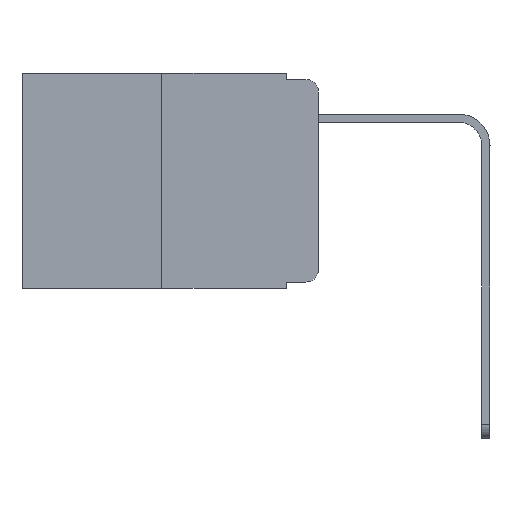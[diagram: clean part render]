
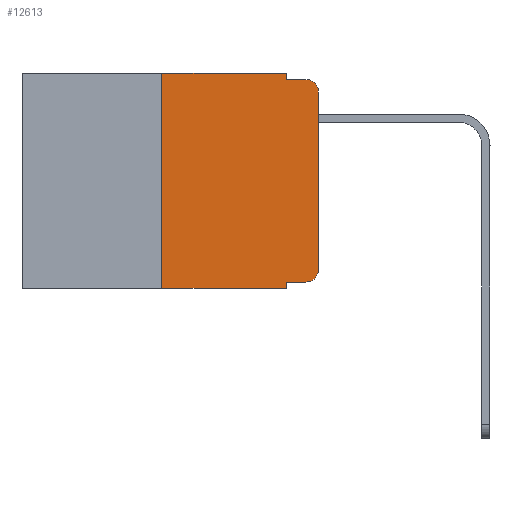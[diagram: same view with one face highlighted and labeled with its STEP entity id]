
A CAD part, left-side view. The second image highlights one B-rep face of the part: STEP entity #12613.
In plain terms, the highlighted planar face has unit normal (-1, 0, 0).
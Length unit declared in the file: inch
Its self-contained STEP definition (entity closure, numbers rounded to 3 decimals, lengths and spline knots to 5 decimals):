
#208 = DIRECTION ( 'NONE',  ( 0., 0., 1. ) ) ;
#210 = VECTOR ( 'NONE', #208, 39.37008 ) ;
#383 = VECTOR ( 'NONE', #6806, 39.37008 ) ;
#489 = CARTESIAN_POINT ( 'NONE',  ( 0., 0.25, -0.343 ) ) ;
#827 = CARTESIAN_POINT ( 'NONE',  ( 0., 0., 0. ) ) ;
#947 = LINE ( 'NONE', #15829, #383 ) ;
#1537 = DIRECTION ( 'NONE',  ( 0., 0., -1. ) ) ;
#1751 = VERTEX_POINT ( 'NONE', #11737 ) ;
#3052 = ORIENTED_EDGE ( 'NONE', *, *, #6390, .T. ) ;
#3116 = ORIENTED_EDGE ( 'NONE', *, *, #12882, .F. ) ;
#3460 = EDGE_CURVE ( 'NONE', #11963, #18191, #11957, .T. ) ;
#3522 = CARTESIAN_POINT ( 'NONE',  ( 0., 0.25, 0. ) ) ;
#3961 = CARTESIAN_POINT ( 'NONE',  ( 0., 0.25, 0. ) ) ;
#4256 = EDGE_CURVE ( 'NONE', #20935, #20312, #22460, .T. ) ;
#4415 = CARTESIAN_POINT ( 'NONE',  ( 0., 0.051, 0. ) ) ;
#4687 = AXIS2_PLACEMENT_3D ( 'NONE', #8308, #13716, #8220 ) ;
#5100 = VERTEX_POINT ( 'NONE', #11341 ) ;
#5178 = CARTESIAN_POINT ( 'NONE',  ( 0., 0.051, -0.01 ) ) ;
#5358 = EDGE_LOOP ( 'NONE', ( #3052, #5412, #3116, #6781, #5921, #17467, #10845, #21960, #10219, #10106 ) ) ;
#5412 = ORIENTED_EDGE ( 'NONE', *, *, #8423, .T. ) ;
#5766 = CARTESIAN_POINT ( 'NONE',  ( 0., 0.473, 0. ) ) ;
#5807 = VERTEX_POINT ( 'NONE', #6196 ) ;
#5921 = ORIENTED_EDGE ( 'NONE', *, *, #11136, .F. ) ;
#6101 = VERTEX_POINT ( 'NONE', #12715 ) ;
#6110 = AXIS2_PLACEMENT_3D ( 'NONE', #14219, #12462, #1537 ) ;
#6168 = DIRECTION ( 'NONE',  ( -1., 0., 0. ) ) ;
#6196 = CARTESIAN_POINT ( 'NONE',  ( 0., 0., -0.313 ) ) ;
#6345 = CIRCLE ( 'NONE', #12274, 0.02 ) ;
#6390 = EDGE_CURVE ( 'NONE', #5807, #1751, #21188, .T. ) ;
#6658 = EDGE_CURVE ( 'NONE', #8536, #7879, #18848, .T. ) ;
#6781 = ORIENTED_EDGE ( 'NONE', *, *, #3460, .F. ) ;
#6806 = DIRECTION ( 'NONE',  ( 0., -1., 0. ) ) ;
#7879 = VERTEX_POINT ( 'NONE', #19180 ) ;
#8220 = DIRECTION ( 'NONE',  ( 0., 0., -1. ) ) ;
#8308 = CARTESIAN_POINT ( 'NONE',  ( 0., 0.473, 0. ) ) ;
#8423 = EDGE_CURVE ( 'NONE', #1751, #5100, #19838, .T. ) ;
#8486 = DIRECTION ( 'NONE',  ( 0., -1., 0. ) ) ;
#8509 = CARTESIAN_POINT ( 'NONE',  ( 0., 0.051, -0.01 ) ) ;
#8536 = VERTEX_POINT ( 'NONE', #21724 ) ;
#9420 = DIRECTION ( 'NONE',  ( 0., 0., -1. ) ) ;
#9503 = VECTOR ( 'NONE', #20764, 39.37008 ) ;
#9542 = DIRECTION ( 'NONE',  ( 0., 0., -1. ) ) ;
#10106 = ORIENTED_EDGE ( 'NONE', *, *, #20319, .T. ) ;
#10219 = ORIENTED_EDGE ( 'NONE', *, *, #13404, .T. ) ;
#10241 = VECTOR ( 'NONE', #10692, 39.37008 ) ;
#10475 = CARTESIAN_POINT ( 'NONE',  ( 0., 0.473, -0.343 ) ) ;
#10692 = DIRECTION ( 'NONE',  ( 0., -1., 0. ) ) ;
#10845 = ORIENTED_EDGE ( 'NONE', *, *, #11404, .T. ) ;
#10855 = CARTESIAN_POINT ( 'NONE',  ( 0., 0.051, 0. ) ) ;
#11095 = CARTESIAN_POINT ( 'NONE',  ( 0., 0.051, 0. ) ) ;
#11136 = EDGE_CURVE ( 'NONE', #20312, #11963, #15676, .T. ) ;
#11341 = CARTESIAN_POINT ( 'NONE',  ( 0., 0.02, -0.01 ) ) ;
#11400 = VECTOR ( 'NONE', #17422, 39.37008 ) ;
#11404 = EDGE_CURVE ( 'NONE', #20935, #7879, #19387, .T. ) ;
#11527 = CARTESIAN_POINT ( 'NONE',  ( 0., 0.02, -0.313 ) ) ;
#11737 = CARTESIAN_POINT ( 'NONE',  ( 0., 0., -0.03 ) ) ;
#11957 = LINE ( 'NONE', #11095, #17096 ) ;
#11963 = VERTEX_POINT ( 'NONE', #4415 ) ;
#12274 = AXIS2_PLACEMENT_3D ( 'NONE', #11527, #6168, #9542 ) ;
#12462 = DIRECTION ( 'NONE',  ( -1., 0., 0. ) ) ;
#12613 = ADVANCED_FACE ( 'NONE', ( #23643 ), #22661, .F. ) ;
#12715 = CARTESIAN_POINT ( 'NONE',  ( 0., 0.02, -0.333 ) ) ;
#12882 = EDGE_CURVE ( 'NONE', #18191, #5100, #17901, .T. ) ;
#12904 = DIRECTION ( 'NONE',  ( 0., 0., -1. ) ) ;
#13404 = EDGE_CURVE ( 'NONE', #8536, #6101, #947, .T. ) ;
#13716 = DIRECTION ( 'NONE',  ( 1., 0., 0. ) ) ;
#14219 = CARTESIAN_POINT ( 'NONE',  ( 0., 0.02, -0.03 ) ) ;
#15676 = LINE ( 'NONE', #5766, #11400 ) ;
#15829 = CARTESIAN_POINT ( 'NONE',  ( 0., 0.051, -0.333 ) ) ;
#17096 = VECTOR ( 'NONE', #9420, 39.37008 ) ;
#17422 = DIRECTION ( 'NONE',  ( 0., -1., 0. ) ) ;
#17467 = ORIENTED_EDGE ( 'NONE', *, *, #4256, .F. ) ;
#17901 = LINE ( 'NONE', #5178, #10241 ) ;
#18191 = VERTEX_POINT ( 'NONE', #8509 ) ;
#18848 = LINE ( 'NONE', #10855, #22582 ) ;
#19180 = CARTESIAN_POINT ( 'NONE',  ( 0., 0.051, -0.343 ) ) ;
#19387 = LINE ( 'NONE', #10475, #20831 ) ;
#19838 = CIRCLE ( 'NONE', #6110, 0.02 ) ;
#20312 = VERTEX_POINT ( 'NONE', #3522 ) ;
#20319 = EDGE_CURVE ( 'NONE', #6101, #5807, #6345, .T. ) ;
#20764 = DIRECTION ( 'NONE',  ( 0., 0., 1. ) ) ;
#20831 = VECTOR ( 'NONE', #8486, 39.37008 ) ;
#20935 = VERTEX_POINT ( 'NONE', #489 ) ;
#21188 = LINE ( 'NONE', #827, #9503 ) ;
#21724 = CARTESIAN_POINT ( 'NONE',  ( 0., 0.051, -0.333 ) ) ;
#21960 = ORIENTED_EDGE ( 'NONE', *, *, #6658, .F. ) ;
#22460 = LINE ( 'NONE', #3961, #210 ) ;
#22582 = VECTOR ( 'NONE', #12904, 39.37008 ) ;
#22661 = PLANE ( 'NONE',  #4687 ) ;
#23643 = FACE_OUTER_BOUND ( 'NONE', #5358, .T. ) ;
